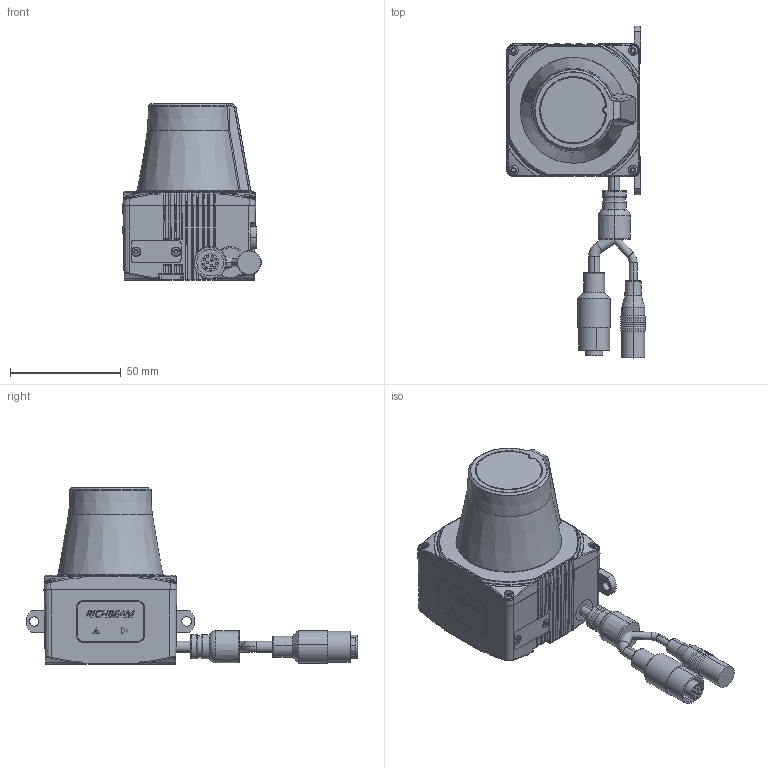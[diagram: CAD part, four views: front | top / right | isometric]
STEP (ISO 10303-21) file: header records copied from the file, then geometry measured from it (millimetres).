
FILE_DESCRIPTION (( 'STEP AP214' ), '1' );
FILE_NAME ('等盄濘湛軞蚾-0214.STEP', '2022-02-14T03:21:29', ( '' ), ( '' ), 'SwSTEP 2.0', 'SolidWorks 2020', '' );
FILE_SCHEMA (( 'AUTOMOTIVE_DESIGN' ));
Length unit declared in the file: millimetre
Products named in the file (1): 等盄濘湛軞蚾-0214
Bounding box: 62.61 x 149.88 x 79.9 mm (x, y, z)
Volume: 55422.6 mm3; surface area: 52996 mm2
Topology: 22 solids, 22 shells, 1835 faces, 4493 edges, 2741 vertices
Faces by surface type: cylinder 512, plane 485, bspline 353, cone 296, torus 125, sphere 64
Entity records: 62107 total; most frequent: CARTESIAN_POINT 21332, ORIENTED_EDGE 8890, DIRECTION 7999, EDGE_CURVE 4445, AXIS2_PLACEMENT_3D 3213, VERTEX_POINT 2737, EDGE_LOOP 1954, ADVANCED_FACE 1835
